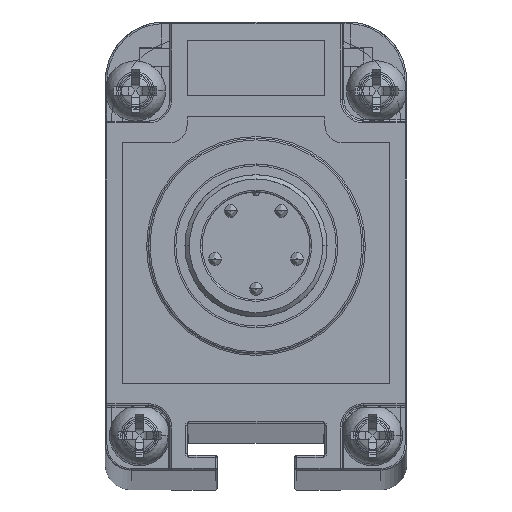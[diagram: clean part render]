
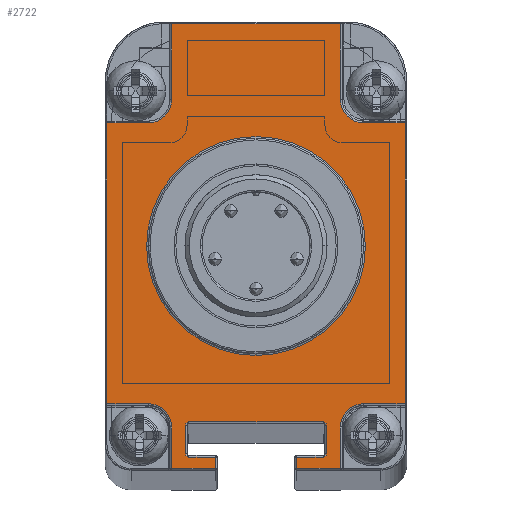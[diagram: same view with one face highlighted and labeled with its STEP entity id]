
A CAD part, top view. The second image highlights one B-rep face of the part: STEP entity #2722.
In plain terms, the highlighted planar face has unit normal (0, 0, 1).
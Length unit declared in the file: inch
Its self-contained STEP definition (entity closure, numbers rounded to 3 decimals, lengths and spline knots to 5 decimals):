
#179=CARTESIAN_POINT('',(0.,0.,7.5));
#180=DIRECTION('',(0.,0.,1.));
#181=DIRECTION('',(-1.,0.,0.));
#182=AXIS2_PLACEMENT_3D('',#179,#180,#181);
#184=CARTESIAN_POINT('',(0.,0.,7.5));
#185=DIRECTION('',(0.,0.,1.));
#186=DIRECTION('',(1.,0.,0.));
#187=AXIS2_PLACEMENT_3D('',#184,#185,#186);
#189=DIRECTION('',(1.,0.,0.));
#190=VECTOR('',#189,4.8);
#191=CARTESIAN_POINT('',(-17.3,-18.3,7.5));
#192=LINE('',#191,#190);
#193=DIRECTION('',(0.,-1.,0.));
#194=VECTOR('',#193,32.6);
#195=CARTESIAN_POINT('',(-17.3,14.3,7.5));
#196=LINE('',#195,#194);
#197=DIRECTION('',(-1.,0.,0.));
#198=VECTOR('',#197,4.8);
#199=CARTESIAN_POINT('',(-12.5,14.3,7.5));
#200=LINE('',#199,#198);
#201=CARTESIAN_POINT('',(-12.5,17.,7.5));
#202=DIRECTION('',(0.,0.,-1.));
#203=DIRECTION('',(1.,0.,0.));
#204=AXIS2_PLACEMENT_3D('',#201,#202,#203);
#206=DIRECTION('',(0.,-1.,0.));
#207=VECTOR('',#206,8.8);
#208=CARTESIAN_POINT('',(-9.8,25.8,7.5));
#209=LINE('',#208,#207);
#210=DIRECTION('',(-1.,0.,0.));
#211=VECTOR('',#210,19.6);
#212=CARTESIAN_POINT('',(9.8,25.8,7.5));
#213=LINE('',#212,#211);
#214=DIRECTION('',(0.,1.,0.));
#215=VECTOR('',#214,8.8);
#216=CARTESIAN_POINT('',(9.8,17.,7.5));
#217=LINE('',#216,#215);
#218=CARTESIAN_POINT('',(12.5,17.,7.5));
#219=DIRECTION('',(0.,0.,-1.));
#220=DIRECTION('',(0.,-1.,0.));
#221=AXIS2_PLACEMENT_3D('',#218,#219,#220);
#223=DIRECTION('',(-1.,0.,0.));
#224=VECTOR('',#223,4.8);
#225=CARTESIAN_POINT('',(17.3,14.3,7.5));
#226=LINE('',#225,#224);
#227=DIRECTION('',(0.,1.,0.));
#228=VECTOR('',#227,32.6);
#229=CARTESIAN_POINT('',(17.3,-18.3,7.5));
#230=LINE('',#229,#228);
#231=DIRECTION('',(1.,0.,0.));
#232=VECTOR('',#231,4.8);
#233=CARTESIAN_POINT('',(12.5,-18.3,7.5));
#234=LINE('',#233,#232);
#235=CARTESIAN_POINT('',(12.5,-21.,7.5));
#236=DIRECTION('',(0.,0.,-1.));
#237=DIRECTION('',(-1.,0.,0.));
#238=AXIS2_PLACEMENT_3D('',#235,#236,#237);
#240=DIRECTION('',(0.,1.,0.));
#241=VECTOR('',#240,4.8);
#242=CARTESIAN_POINT('',(9.8,-25.8,7.5));
#243=LINE('',#242,#241);
#244=DIRECTION('',(1.,0.,0.));
#245=VECTOR('',#244,5.1);
#246=CARTESIAN_POINT('',(4.7,-25.8,7.5));
#247=LINE('',#246,#245);
#248=DIRECTION('',(0.,-1.,0.));
#249=VECTOR('',#248,1.3);
#250=CARTESIAN_POINT('',(4.7,-24.5,7.5));
#251=LINE('',#250,#249);
#252=DIRECTION('',(-1.,0.,0.));
#253=VECTOR('',#252,3.1);
#254=CARTESIAN_POINT('',(7.8,-24.5,7.5));
#255=LINE('',#254,#253);
#256=CARTESIAN_POINT('',(7.8,-24.1,7.5));
#257=DIRECTION('',(0.,0.,-1.));
#258=DIRECTION('',(1.,0.,0.));
#259=AXIS2_PLACEMENT_3D('',#256,#257,#258);
#261=DIRECTION('',(0.,-1.,0.));
#262=VECTOR('',#261,3.3);
#263=CARTESIAN_POINT('',(8.2,-20.8,7.5));
#264=LINE('',#263,#262);
#265=CARTESIAN_POINT('',(7.8,-20.8,7.5));
#266=DIRECTION('',(0.,0.,-1.));
#267=DIRECTION('',(0.,1.,0.));
#268=AXIS2_PLACEMENT_3D('',#265,#266,#267);
#270=DIRECTION('',(1.,0.,0.));
#271=VECTOR('',#270,15.6);
#272=CARTESIAN_POINT('',(-7.8,-20.4,7.5));
#273=LINE('',#272,#271);
#274=CARTESIAN_POINT('',(-7.8,-20.8,7.5));
#275=DIRECTION('',(0.,0.,-1.));
#276=DIRECTION('',(-1.,0.,0.));
#277=AXIS2_PLACEMENT_3D('',#274,#275,#276);
#279=DIRECTION('',(0.,1.,0.));
#280=VECTOR('',#279,3.3);
#281=CARTESIAN_POINT('',(-8.2,-24.1,7.5));
#282=LINE('',#281,#280);
#283=CARTESIAN_POINT('',(-7.8,-24.1,7.5));
#284=DIRECTION('',(0.,0.,-1.));
#285=DIRECTION('',(0.,-1.,0.));
#286=AXIS2_PLACEMENT_3D('',#283,#284,#285);
#288=DIRECTION('',(-1.,0.,0.));
#289=VECTOR('',#288,3.1);
#290=CARTESIAN_POINT('',(-4.7,-24.5,7.5));
#291=LINE('',#290,#289);
#292=DIRECTION('',(0.,1.,0.));
#293=VECTOR('',#292,1.3);
#294=CARTESIAN_POINT('',(-4.7,-25.8,7.5));
#295=LINE('',#294,#293);
#296=DIRECTION('',(1.,0.,0.));
#297=VECTOR('',#296,5.1);
#298=CARTESIAN_POINT('',(-9.8,-25.8,7.5));
#299=LINE('',#298,#297);
#300=DIRECTION('',(0.,-1.,0.));
#301=VECTOR('',#300,4.8);
#302=CARTESIAN_POINT('',(-9.8,-21.,7.5));
#303=LINE('',#302,#301);
#304=CARTESIAN_POINT('',(-12.5,-21.,7.5));
#305=DIRECTION('',(0.,0.,-1.));
#306=DIRECTION('',(0.,1.,0.));
#307=AXIS2_PLACEMENT_3D('',#304,#305,#306);
#2177=CARTESIAN_POINT('',(-12.7,0.,7.5));
#2178=CARTESIAN_POINT('',(12.7,0.,7.5));
#2179=VERTEX_POINT('',#2177);
#2180=VERTEX_POINT('',#2178);
#2189=CARTESIAN_POINT('',(-17.3,-18.3,7.5));
#2190=CARTESIAN_POINT('',(-12.5,-18.3,7.5));
#2191=VERTEX_POINT('',#2189);
#2192=VERTEX_POINT('',#2190);
#2195=CARTESIAN_POINT('',(-9.8,-21.,7.5));
#2196=VERTEX_POINT('',#2195);
#2199=CARTESIAN_POINT('',(-9.8,-25.8,7.5));
#2200=VERTEX_POINT('',#2199);
#2205=CARTESIAN_POINT('',(-4.7,-25.8,7.5));
#2206=VERTEX_POINT('',#2205);
#2211=CARTESIAN_POINT('',(-4.7,-24.5,7.5));
#2212=VERTEX_POINT('',#2211);
#2217=CARTESIAN_POINT('',(-7.8,-24.5,7.5));
#2218=VERTEX_POINT('',#2217);
#2221=CARTESIAN_POINT('',(-8.19999,-24.1,7.5));
#2222=VERTEX_POINT('',#2221);
#2225=CARTESIAN_POINT('',(-8.2,-20.8,7.5));
#2226=VERTEX_POINT('',#2225);
#2229=CARTESIAN_POINT('',(-7.8,-20.40001,7.5));
#2230=VERTEX_POINT('',#2229);
#2233=CARTESIAN_POINT('',(7.8,-20.4,7.5));
#2234=VERTEX_POINT('',#2233);
#2237=CARTESIAN_POINT('',(8.19999,-20.8,7.5));
#2238=VERTEX_POINT('',#2237);
#2241=CARTESIAN_POINT('',(8.2,-24.1,7.5));
#2242=VERTEX_POINT('',#2241);
#2245=CARTESIAN_POINT('',(7.8,-24.49999,7.5));
#2246=VERTEX_POINT('',#2245);
#2249=CARTESIAN_POINT('',(4.7,-24.5,7.5));
#2250=VERTEX_POINT('',#2249);
#2255=CARTESIAN_POINT('',(4.7,-25.8,7.5));
#2256=VERTEX_POINT('',#2255);
#2261=CARTESIAN_POINT('',(9.8,-25.8,7.5));
#2262=VERTEX_POINT('',#2261);
#2267=CARTESIAN_POINT('',(9.8,-21.,7.5));
#2268=VERTEX_POINT('',#2267);
#2271=CARTESIAN_POINT('',(12.5,-18.3,7.5));
#2272=VERTEX_POINT('',#2271);
#2275=CARTESIAN_POINT('',(17.3,-18.3,7.5));
#2276=VERTEX_POINT('',#2275);
#2281=CARTESIAN_POINT('',(17.3,14.3,7.5));
#2282=VERTEX_POINT('',#2281);
#2287=CARTESIAN_POINT('',(12.5,14.3,7.5));
#2288=VERTEX_POINT('',#2287);
#2291=CARTESIAN_POINT('',(9.8,17.,7.5));
#2292=VERTEX_POINT('',#2291);
#2295=CARTESIAN_POINT('',(9.8,25.8,7.5));
#2296=VERTEX_POINT('',#2295);
#2301=CARTESIAN_POINT('',(-9.8,25.8,7.5));
#2302=VERTEX_POINT('',#2301);
#2307=CARTESIAN_POINT('',(-9.8,17.,7.5));
#2308=VERTEX_POINT('',#2307);
#2311=CARTESIAN_POINT('',(-12.5,14.3,7.5));
#2312=VERTEX_POINT('',#2311);
#2315=CARTESIAN_POINT('',(-17.3,14.3,7.5));
#2316=VERTEX_POINT('',#2315);
#2654=CARTESIAN_POINT('',(0.,0.,7.5));
#2655=DIRECTION('',(0.,0.,1.));
#2656=DIRECTION('',(1.,0.,0.));
#2657=AXIS2_PLACEMENT_3D('',#2654,#2655,#2656);
#2658=PLANE('',#2657);
#2660=ORIENTED_EDGE('',*,*,#2659,.F.);
#2662=ORIENTED_EDGE('',*,*,#2661,.F.);
#2664=ORIENTED_EDGE('',*,*,#2663,.F.);
#2666=ORIENTED_EDGE('',*,*,#2665,.F.);
#2668=ORIENTED_EDGE('',*,*,#2667,.F.);
#2670=ORIENTED_EDGE('',*,*,#2669,.F.);
#2672=ORIENTED_EDGE('',*,*,#2671,.F.);
#2674=ORIENTED_EDGE('',*,*,#2673,.F.);
#2676=ORIENTED_EDGE('',*,*,#2675,.F.);
#2678=ORIENTED_EDGE('',*,*,#2677,.F.);
#2680=ORIENTED_EDGE('',*,*,#2679,.F.);
#2682=ORIENTED_EDGE('',*,*,#2681,.F.);
#2684=ORIENTED_EDGE('',*,*,#2683,.F.);
#2686=ORIENTED_EDGE('',*,*,#2685,.F.);
#2688=ORIENTED_EDGE('',*,*,#2687,.F.);
#2689=ORIENTED_EDGE('',*,*,#2644,.F.);
#2691=ORIENTED_EDGE('',*,*,#2690,.F.);
#2693=ORIENTED_EDGE('',*,*,#2692,.F.);
#2695=ORIENTED_EDGE('',*,*,#2694,.F.);
#2697=ORIENTED_EDGE('',*,*,#2696,.F.);
#2699=ORIENTED_EDGE('',*,*,#2698,.F.);
#2701=ORIENTED_EDGE('',*,*,#2700,.F.);
#2703=ORIENTED_EDGE('',*,*,#2702,.F.);
#2705=ORIENTED_EDGE('',*,*,#2704,.F.);
#2707=ORIENTED_EDGE('',*,*,#2706,.F.);
#2709=ORIENTED_EDGE('',*,*,#2708,.F.);
#2711=ORIENTED_EDGE('',*,*,#2710,.F.);
#2713=ORIENTED_EDGE('',*,*,#2712,.F.);
#2714=EDGE_LOOP('',(#2660,#2662,#2664,#2666,#2668,#2670,#2672,#2674,#2676,#2678,
#2680,#2682,#2684,#2686,#2688,#2689,#2691,#2693,#2695,#2697,#2699,#2701,#2703,
#2705,#2707,#2709,#2711,#2713));
#2715=FACE_OUTER_BOUND('',#2714,.F.);
#2717=ORIENTED_EDGE('',*,*,#2716,.T.);
#2719=ORIENTED_EDGE('',*,*,#2718,.T.);
#2720=EDGE_LOOP('',(#2717,#2719));
#2721=FACE_BOUND('',#2720,.F.);
#2722=ADVANCED_FACE('',(#2715,#2721),#2658,.T.);
#183=CIRCLE('',#182,12.7);
#188=CIRCLE('',#187,12.7);
#205=CIRCLE('',#204,2.7);
#222=CIRCLE('',#221,2.7);
#239=CIRCLE('',#238,2.7);
#260=CIRCLE('',#259,0.39999);
#269=CIRCLE('',#268,0.39999);
#278=CIRCLE('',#277,0.39999);
#287=CIRCLE('',#286,0.39999);
#308=CIRCLE('',#307,2.7);
#2644=EDGE_CURVE('',#2246,#2250,#255,.T.);
#2659=EDGE_CURVE('',#2191,#2192,#192,.T.);
#2661=EDGE_CURVE('',#2316,#2191,#196,.T.);
#2663=EDGE_CURVE('',#2312,#2316,#200,.T.);
#2665=EDGE_CURVE('',#2308,#2312,#205,.T.);
#2667=EDGE_CURVE('',#2302,#2308,#209,.T.);
#2669=EDGE_CURVE('',#2296,#2302,#213,.T.);
#2671=EDGE_CURVE('',#2292,#2296,#217,.T.);
#2673=EDGE_CURVE('',#2288,#2292,#222,.T.);
#2675=EDGE_CURVE('',#2282,#2288,#226,.T.);
#2677=EDGE_CURVE('',#2276,#2282,#230,.T.);
#2679=EDGE_CURVE('',#2272,#2276,#234,.T.);
#2681=EDGE_CURVE('',#2268,#2272,#239,.T.);
#2683=EDGE_CURVE('',#2262,#2268,#243,.T.);
#2685=EDGE_CURVE('',#2256,#2262,#247,.T.);
#2687=EDGE_CURVE('',#2250,#2256,#251,.T.);
#2690=EDGE_CURVE('',#2242,#2246,#260,.T.);
#2692=EDGE_CURVE('',#2238,#2242,#264,.T.);
#2694=EDGE_CURVE('',#2234,#2238,#269,.T.);
#2696=EDGE_CURVE('',#2230,#2234,#273,.T.);
#2698=EDGE_CURVE('',#2226,#2230,#278,.T.);
#2700=EDGE_CURVE('',#2222,#2226,#282,.T.);
#2702=EDGE_CURVE('',#2218,#2222,#287,.T.);
#2704=EDGE_CURVE('',#2212,#2218,#291,.T.);
#2706=EDGE_CURVE('',#2206,#2212,#295,.T.);
#2708=EDGE_CURVE('',#2200,#2206,#299,.T.);
#2710=EDGE_CURVE('',#2196,#2200,#303,.T.);
#2712=EDGE_CURVE('',#2192,#2196,#308,.T.);
#2716=EDGE_CURVE('',#2179,#2180,#183,.T.);
#2718=EDGE_CURVE('',#2180,#2179,#188,.T.);
